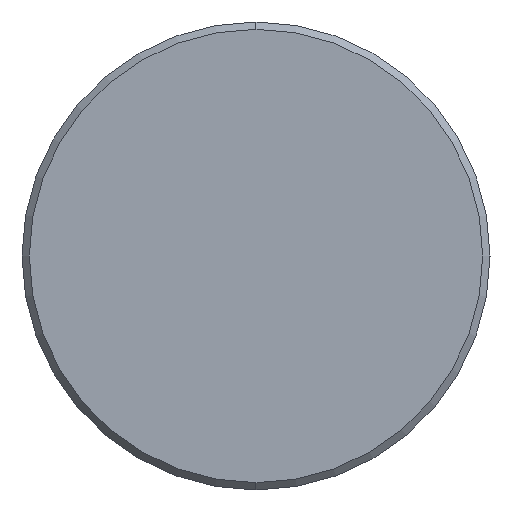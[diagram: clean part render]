
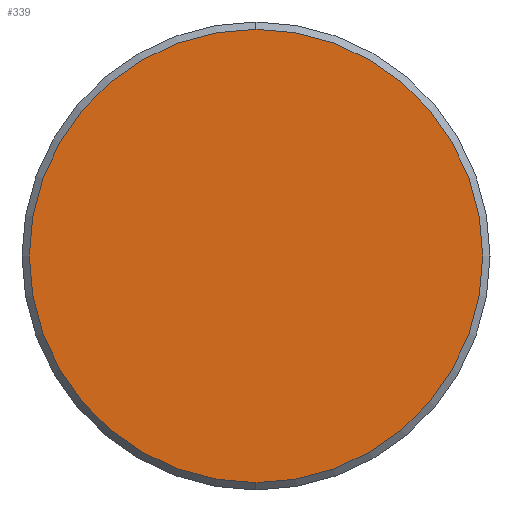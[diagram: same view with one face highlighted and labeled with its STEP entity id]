
A CAD part, left-side view. The second image highlights one B-rep face of the part: STEP entity #339.
In plain terms, the highlighted face is planar.
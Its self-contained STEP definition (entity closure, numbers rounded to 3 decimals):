
#199=CARTESIAN_POINT('',(0.,0.,0.));
#200=DIRECTION('',(0.,0.,1.));
#201=DIRECTION('',(-1.,0.,0.));
#202=AXIS2_PLACEMENT_3D('',#199,#200,#201);
#207=CARTESIAN_POINT('',(0.,0.,0.));
#208=DIRECTION('',(0.,0.,-1.));
#209=DIRECTION('',(-1.,0.,0.));
#210=AXIS2_PLACEMENT_3D('',#207,#208,#209);
#216=CARTESIAN_POINT('',(-7.75,0.,0.));
#218=VERTEX_POINT('',#216);
#220=CARTESIAN_POINT('',(7.75,0.,0.));
#222=VERTEX_POINT('',#220);
#330=CARTESIAN_POINT('',(0.,0.,0.));
#331=DIRECTION('',(0.,0.,-1.));
#332=DIRECTION('',(1.,0.,0.));
#333=AXIS2_PLACEMENT_3D('',#330,#331,#332);
#334=PLANE('',#333);
#335=ORIENTED_EDGE('',*,*,#316,.F.);
#336=ORIENTED_EDGE('',*,*,#298,.T.);
#337=EDGE_LOOP('',(#335,#336));
#338=FACE_OUTER_BOUND('',#337,.F.);
#203=CIRCLE('',#202,7.75);
#211=CIRCLE('',#210,7.75);
#298=EDGE_CURVE('',#218,#222,#211,.T.);
#316=EDGE_CURVE('',#218,#222,#203,.T.);
#339=ADVANCED_FACE('',(#338),#334,.F.);
